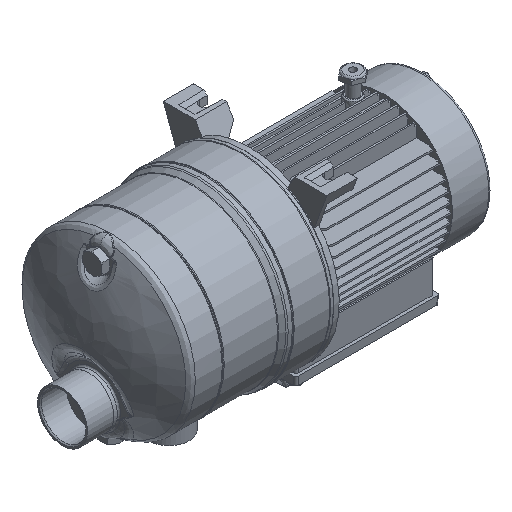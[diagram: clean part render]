
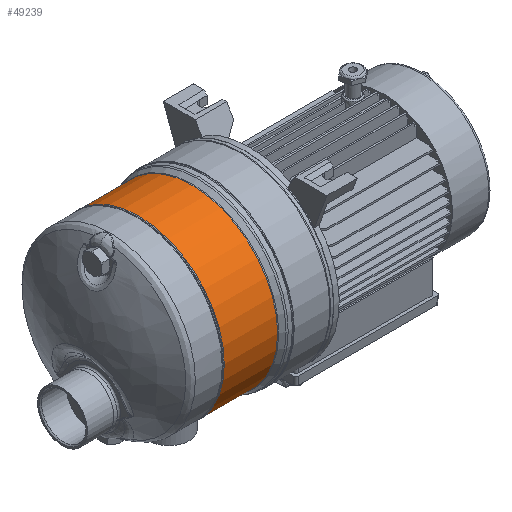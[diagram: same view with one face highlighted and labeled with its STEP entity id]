
A CAD part, isometric view. The second image highlights one B-rep face of the part: STEP entity #49239.
In plain terms, the highlighted cylindrical face has radius 76.5 mm (diameter 153 mm), a full revolution.
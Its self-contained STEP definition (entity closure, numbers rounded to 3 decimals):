
#36787=CARTESIAN_POINT('',(1.411,0.,-76.5));
#36788=VERTEX_POINT('',#36787);
#36796=CARTESIAN_POINT('',(1.411,0.,76.5));
#36797=VERTEX_POINT('',#36796);
#36798=CARTESIAN_POINT('',(1.411,0.,0.));
#36799=DIRECTION('',(1.0,0.,0.));
#36800=DIRECTION('',(0.,0.,-1.0));
#36801=AXIS2_PLACEMENT_3D('',#36798,#36799,#36800);
#36802=CIRCLE('',#36801,76.5);
#36803=EDGE_CURVE('',#36797,#36788,#36802,.T.);
#36805=CARTESIAN_POINT('',(1.411,0.,0.));
#36806=DIRECTION('',(1.0,0.,0.));
#36807=DIRECTION('',(0.,0.,-1.0));
#36808=AXIS2_PLACEMENT_3D('',#36805,#36806,#36807);
#36809=CIRCLE('',#36808,76.5);
#36810=EDGE_CURVE('',#36788,#36797,#36809,.T.);
#38539=CARTESIAN_POINT('',(48.997,0.,-76.5));
#38540=VERTEX_POINT('',#38539);
#38551=CARTESIAN_POINT('',(48.997,0.,76.5));
#38552=VERTEX_POINT('',#38551);
#38553=CARTESIAN_POINT('',(48.997,0.,0.));
#38554=DIRECTION('',(1.0,0.,0.));
#38555=DIRECTION('',(0.,0.,-1.0));
#38556=AXIS2_PLACEMENT_3D('',#38553,#38554,#38555);
#38557=CIRCLE('',#38556,76.5);
#38558=EDGE_CURVE('',#38540,#38552,#38557,.T.);
#38560=CARTESIAN_POINT('',(48.997,0.,0.));
#38561=DIRECTION('',(1.0,0.,0.));
#38562=DIRECTION('',(0.,0.,-1.0));
#38563=AXIS2_PLACEMENT_3D('',#38560,#38561,#38562);
#38564=CIRCLE('',#38563,76.5);
#38565=EDGE_CURVE('',#38552,#38540,#38564,.T.);
#49168=CARTESIAN_POINT('',(49.399,0.,0.));
#49169=DIRECTION('',(1.0,0.,0.));
#49170=DIRECTION('',(0.,0.,-1.0));
#49171=AXIS2_PLACEMENT_3D('',#49168,#49169,#49170);
#49172=CYLINDRICAL_SURFACE('',#49171,76.5);
#49173=CARTESIAN_POINT('',(47.997,0.,-76.5));
#49174=VERTEX_POINT('',#49173);
#49175=CARTESIAN_POINT('',(48.997,0.,-76.5));
#49176=DIRECTION('',(-1.0,0.0,0.0));
#49177=VECTOR('',#49176,1.0);
#49178=LINE('',#49175,#49177);
#49179=EDGE_CURVE('',#38540,#49174,#49178,.T.);
#49180=ORIENTED_EDGE('',*,*,#49179,.T.);
#49181=CARTESIAN_POINT('',(8.997,0.,-76.5));
#49182=VERTEX_POINT('',#49181);
#49183=CARTESIAN_POINT('',(47.997,0.,-76.5));
#49184=CARTESIAN_POINT('',(47.997,1.713,-76.5));
#49185=CARTESIAN_POINT('',(47.581,4.725,-76.396));
#49186=CARTESIAN_POINT('',(46.004,8.707,-76.029));
#49187=CARTESIAN_POINT('',(43.906,11.921,-75.585));
#49188=CARTESIAN_POINT('',(41.228,14.652,-75.098));
#49189=CARTESIAN_POINT('',(38.139,16.755,-74.65));
#49190=CARTESIAN_POINT('',(34.709,18.248,-74.295));
#49191=CARTESIAN_POINT('',(31.052,19.086,-74.081));
#49192=CARTESIAN_POINT('',(27.144,19.208,-74.049));
#49193=CARTESIAN_POINT('',(23.269,18.559,-74.217));
#49194=CARTESIAN_POINT('',(19.49,17.12,-74.567));
#49195=CARTESIAN_POINT('',(15.922,14.83,-75.066));
#49196=CARTESIAN_POINT('',(12.788,11.632,-75.64));
#49197=CARTESIAN_POINT('',(10.554,7.881,-76.127));
#49198=CARTESIAN_POINT('',(9.272,3.92,-76.432));
#49199=CARTESIAN_POINT('',(8.997,1.313,-76.5));
#49200=CARTESIAN_POINT('',(8.997,0.,-76.5));
#49201=B_SPLINE_CURVE_WITH_KNOTS('',3,(#49183,#49184,#49185,#49186,#49187,#49188,#49189,#49190,#49191,#49192,#49193,#49194,#49195,#49196,#49197,#49198,#49199,#49200),.UNSPECIFIED.,.F.,.U.,(4,1,1,1,1,1,1,1,1,1,1,1,1,1,1,4),(0.0,5.241,9.215,13.043,16.94,20.844,24.351,28.202,32.072,36.02,39.944,44.216,48.829,53.534,57.49,61.507),.UNSPECIFIED.);
#49202=EDGE_CURVE('',#49174,#49182,#49201,.T.);
#49203=ORIENTED_EDGE('',*,*,#49202,.T.);
#49204=CARTESIAN_POINT('',(8.997,0.,-76.5));
#49205=DIRECTION('',(-1.0,0.0,0.0));
#49206=VECTOR('',#49205,7.586);
#49207=LINE('',#49204,#49206);
#49208=EDGE_CURVE('',#49182,#36788,#49207,.T.);
#49209=ORIENTED_EDGE('',*,*,#49208,.T.);
#49210=ORIENTED_EDGE('',*,*,#36810,.T.);
#49211=ORIENTED_EDGE('',*,*,#36803,.T.);
#49212=ORIENTED_EDGE('',*,*,#49208,.F.);
#49213=CARTESIAN_POINT('',(8.997,0.,-76.5));
#49214=CARTESIAN_POINT('',(8.997,-1.729,-76.5));
#49215=CARTESIAN_POINT('',(9.42,-4.764,-76.394));
#49216=CARTESIAN_POINT('',(11.02,-8.767,-76.022));
#49217=CARTESIAN_POINT('',(13.14,-11.986,-75.575));
#49218=CARTESIAN_POINT('',(15.836,-14.712,-75.086));
#49219=CARTESIAN_POINT('',(18.942,-16.803,-74.639));
#49220=CARTESIAN_POINT('',(22.383,-18.28,-74.287));
#49221=CARTESIAN_POINT('',(26.047,-19.1,-74.078));
#49222=CARTESIAN_POINT('',(29.958,-19.2,-74.051));
#49223=CARTESIAN_POINT('',(33.832,-18.53,-74.224));
#49224=CARTESIAN_POINT('',(37.606,-17.068,-74.579));
#49225=CARTESIAN_POINT('',(41.168,-14.753,-75.082));
#49226=CARTESIAN_POINT('',(44.292,-11.522,-75.658));
#49227=CARTESIAN_POINT('',(46.507,-7.737,-76.142));
#49228=CARTESIAN_POINT('',(47.74,-3.806,-76.436));
#49229=CARTESIAN_POINT('',(47.997,-1.254,-76.5));
#49230=CARTESIAN_POINT('',(47.997,0.,-76.5));
#49231=B_SPLINE_CURVE_WITH_KNOTS('',3,(#49213,#49214,#49215,#49216,#49217,#49218,#49219,#49220,#49221,#49222,#49223,#49224,#49225,#49226,#49227,#49228,#49229,#49230),.UNSPECIFIED.,.F.,.U.,(4,1,1,1,1,1,1,1,1,1,1,1,1,1,1,4),(0.0,5.288,9.287,13.127,17.033,20.944,24.455,28.308,32.178,36.129,40.059,44.337,48.963,53.701,57.671,61.507),.UNSPECIFIED.);
#49232=EDGE_CURVE('',#49182,#49174,#49231,.T.);
#49233=ORIENTED_EDGE('',*,*,#49232,.T.);
#49234=ORIENTED_EDGE('',*,*,#49179,.F.);
#49235=ORIENTED_EDGE('',*,*,#38565,.F.);
#49236=ORIENTED_EDGE('',*,*,#38558,.F.);
#49237=EDGE_LOOP('',(#49180,#49203,#49209,#49210,#49211,#49212,#49233,#49234,#49235,#49236));
#49238=FACE_OUTER_BOUND('',#49237,.T.);
#49239=ADVANCED_FACE('',(#49238),#49172,.T.);
